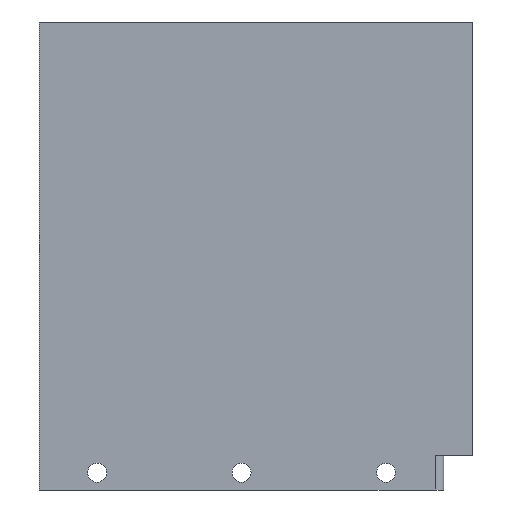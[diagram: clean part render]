
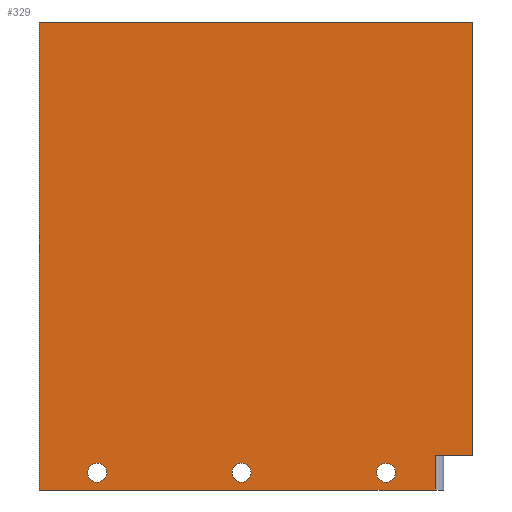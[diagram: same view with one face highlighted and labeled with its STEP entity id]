
A CAD part, front view. The second image highlights one B-rep face of the part: STEP entity #329.
In plain terms, the highlighted planar face has unit normal (0, -1, 0).
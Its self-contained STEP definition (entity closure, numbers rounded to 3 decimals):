
#18=FACE_BOUND('',#72,.T.);
#19=FACE_BOUND('',#73,.T.);
#20=FACE_BOUND('',#74,.T.);
#31=PLANE('',#372);
#47=FACE_OUTER_BOUND('',#71,.T.);
#71=EDGE_LOOP('',(#254,#255,#256,#257,#258,#259));
#72=EDGE_LOOP('',(#260));
#73=EDGE_LOOP('',(#261));
#74=EDGE_LOOP('',(#262));
#97=LINE('',#534,#121);
#99=LINE('',#538,#123);
#100=LINE('',#540,#124);
#101=LINE('',#542,#125);
#102=LINE('',#544,#126);
#103=LINE('',#545,#127);
#121=VECTOR('',#436,10.);
#123=VECTOR('',#440,10.);
#124=VECTOR('',#441,10.);
#125=VECTOR('',#442,10.);
#126=VECTOR('',#443,10.);
#127=VECTOR('',#444,10.);
#147=CIRCLE('',#373,3.3);
#148=CIRCLE('',#374,3.3);
#149=CIRCLE('',#375,3.3);
#167=VERTEX_POINT('',#531);
#168=VERTEX_POINT('',#533);
#169=VERTEX_POINT('',#537);
#170=VERTEX_POINT('',#539);
#171=VERTEX_POINT('',#541);
#172=VERTEX_POINT('',#543);
#173=VERTEX_POINT('',#546);
#174=VERTEX_POINT('',#548);
#175=VERTEX_POINT('',#550);
#199=EDGE_CURVE('',#167,#168,#97,.T.);
#201=EDGE_CURVE('',#169,#167,#99,.T.);
#202=EDGE_CURVE('',#169,#170,#100,.T.);
#203=EDGE_CURVE('',#171,#170,#101,.T.);
#204=EDGE_CURVE('',#171,#172,#102,.T.);
#205=EDGE_CURVE('',#172,#168,#103,.T.);
#206=EDGE_CURVE('',#173,#173,#147,.T.);
#207=EDGE_CURVE('',#174,#174,#148,.T.);
#208=EDGE_CURVE('',#175,#175,#149,.T.);
#254=ORIENTED_EDGE('',*,*,#201,.F.);
#255=ORIENTED_EDGE('',*,*,#202,.T.);
#256=ORIENTED_EDGE('',*,*,#203,.F.);
#257=ORIENTED_EDGE('',*,*,#204,.T.);
#258=ORIENTED_EDGE('',*,*,#205,.T.);
#259=ORIENTED_EDGE('',*,*,#199,.F.);
#260=ORIENTED_EDGE('',*,*,#206,.T.);
#261=ORIENTED_EDGE('',*,*,#207,.T.);
#262=ORIENTED_EDGE('',*,*,#208,.T.);
#329=ADVANCED_FACE('',(#47,#18,#19,#20),#31,.T.);
#372=AXIS2_PLACEMENT_3D('',#536,#438,#439);
#373=AXIS2_PLACEMENT_3D('',#547,#445,#446);
#374=AXIS2_PLACEMENT_3D('',#549,#447,#448);
#375=AXIS2_PLACEMENT_3D('',#551,#449,#450);
#436=DIRECTION('',(1.,0.,0.));
#438=DIRECTION('center_axis',(0.,-1.,0.));
#439=DIRECTION('ref_axis',(1.,0.,0.));
#440=DIRECTION('',(0.,0.,1.));
#441=DIRECTION('',(1.,0.,0.));
#442=DIRECTION('',(0.,0.,-1.));
#443=DIRECTION('',(1.,0.,0.));
#444=DIRECTION('',(0.,0.,1.));
#445=DIRECTION('center_axis',(0.,1.,0.));
#446=DIRECTION('ref_axis',(0.,0.,-1.));
#447=DIRECTION('center_axis',(0.,1.,0.));
#448=DIRECTION('ref_axis',(0.,0.,-1.));
#449=DIRECTION('center_axis',(0.,1.,0.));
#450=DIRECTION('ref_axis',(0.,0.,-1.));
#531=CARTESIAN_POINT('',(0.,0.,167.));
#533=CARTESIAN_POINT('',(150.,0.,167.));
#534=CARTESIAN_POINT('',(0.,0.,167.));
#536=CARTESIAN_POINT('Origin',(0.,0.,0.));
#537=CARTESIAN_POINT('',(0.,0.,5.));
#538=CARTESIAN_POINT('',(0.,0.,102.719));
#539=CARTESIAN_POINT('',(137.,0.,5.));
#540=CARTESIAN_POINT('',(37.5,0.,5.));
#541=CARTESIAN_POINT('',(137.,0.,17.));
#542=CARTESIAN_POINT('',(137.,0.,5.));
#543=CARTESIAN_POINT('',(150.,0.,17.));
#544=CARTESIAN_POINT('',(69.25,0.,17.));
#545=CARTESIAN_POINT('',(150.,0.,102.719));
#546=CARTESIAN_POINT('',(70.,0.,14.3));
#547=CARTESIAN_POINT('Origin',(70.,0.,11.));
#548=CARTESIAN_POINT('',(20.,0.,14.3));
#549=CARTESIAN_POINT('Origin',(20.,0.,11.));
#550=CARTESIAN_POINT('',(120.,0.,14.3));
#551=CARTESIAN_POINT('Origin',(120.,0.,11.));
